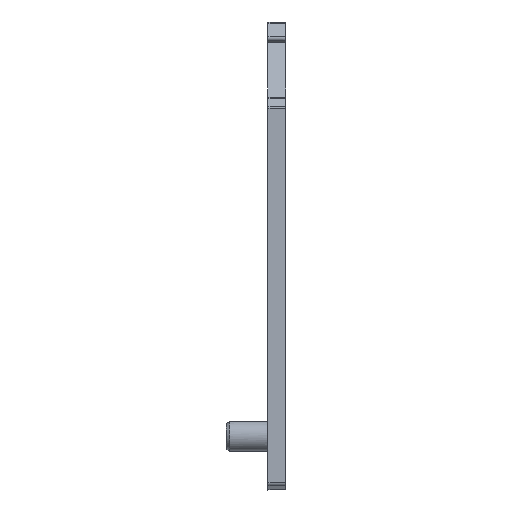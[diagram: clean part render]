
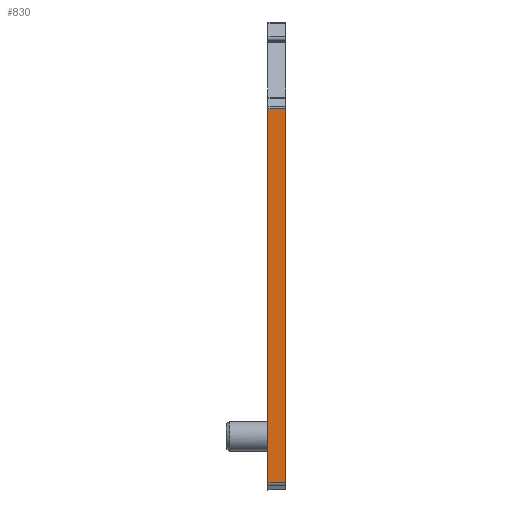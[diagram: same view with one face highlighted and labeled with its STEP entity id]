
A CAD part, front view. The second image highlights one B-rep face of the part: STEP entity #830.
In plain terms, the highlighted planar face has unit normal (0, -1, 0).
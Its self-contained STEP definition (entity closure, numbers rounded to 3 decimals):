
#817=AXIS2_PLACEMENT_3D('Plane Axis2P3D',#814,#815,#816) ;
#137=CARTESIAN_POINT('Vertex',(5.,0.,32.058)) ;
#140=CARTESIAN_POINT('Line Origine',(5.,0.,16.33)) ;
#144=CARTESIAN_POINT('Vertex',(5.,0.,0.602)) ;
#501=CARTESIAN_POINT('Vertex',(3.5,0.,0.602)) ;
#504=CARTESIAN_POINT('Line Origine',(3.5,0.,16.33)) ;
#508=CARTESIAN_POINT('Vertex',(3.5,0.,32.058)) ;
#801=CARTESIAN_POINT('Line Origine',(4.25,0.,32.058)) ;
#814=CARTESIAN_POINT('Axis2P3D Location',(5.,0.,32.058)) ;
#819=CARTESIAN_POINT('Line Origine',(4.25,0.,0.602)) ;
#141=DIRECTION('Vector Direction',(0.,0.,1.)) ;
#505=DIRECTION('Vector Direction',(0.,0.,-1.)) ;
#802=DIRECTION('Vector Direction',(-1.,0.,0.)) ;
#815=DIRECTION('Axis2P3D Direction',(0.,-1.,0.)) ;
#816=DIRECTION('Axis2P3D XDirection',(0.,0.,-1.)) ;
#820=DIRECTION('Vector Direction',(1.,0.,0.)) ;
#142=VECTOR('Line Direction',#141,1.) ;
#506=VECTOR('Line Direction',#505,1.) ;
#803=VECTOR('Line Direction',#802,1.) ;
#821=VECTOR('Line Direction',#820,1.) ;
#825=ORIENTED_EDGE('',*,*,#510,.T.) ;
#826=ORIENTED_EDGE('',*,*,#823,.T.) ;
#827=ORIENTED_EDGE('',*,*,#146,.T.) ;
#828=ORIENTED_EDGE('',*,*,#805,.T.) ;
#830=ADVANCED_FACE('Koerper.2 ( *SOL2060 - wsp *MASTER -  -Non Smart-  )',(#829),#818,.T.) ;
#146=EDGE_CURVE('',#145,#138,#143,.T.) ;
#510=EDGE_CURVE('',#509,#502,#507,.T.) ;
#805=EDGE_CURVE('',#138,#509,#804,.T.) ;
#823=EDGE_CURVE('',#502,#145,#822,.T.) ;
#824=EDGE_LOOP('',(#825,#826,#827,#828)) ;
#829=FACE_OUTER_BOUND('',#824,.T.) ;
#143=LINE('Line',#140,#142) ;
#507=LINE('Line',#504,#506) ;
#804=LINE('Line',#801,#803) ;
#822=LINE('Line',#819,#821) ;
#818=PLANE('',#817) ;
#138=VERTEX_POINT('',#137) ;
#145=VERTEX_POINT('',#144) ;
#502=VERTEX_POINT('',#501) ;
#509=VERTEX_POINT('',#508) ;
